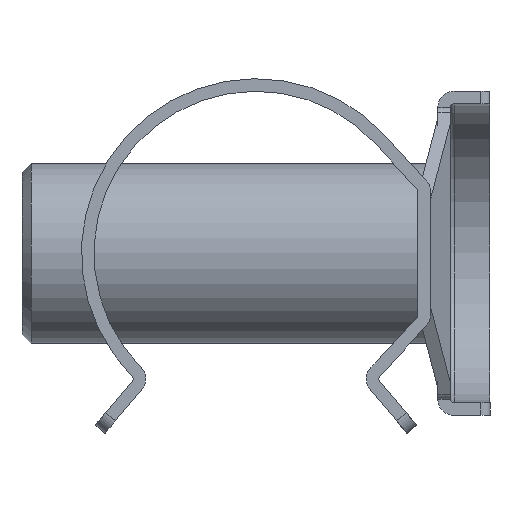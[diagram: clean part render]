
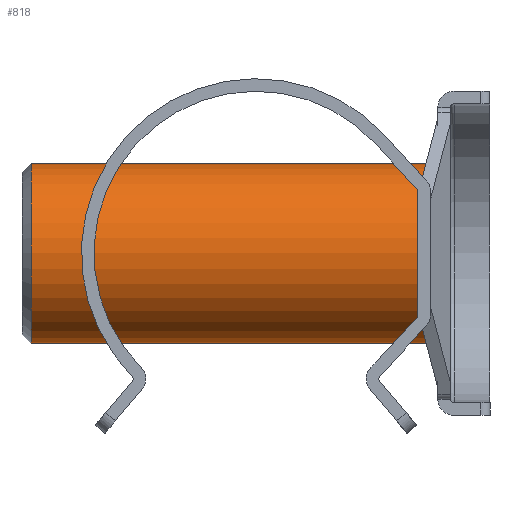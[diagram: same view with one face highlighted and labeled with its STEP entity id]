
A CAD part, front view. The second image highlights one B-rep face of the part: STEP entity #818.
In plain terms, the highlighted cylindrical face has radius 5 mm (diameter 10 mm), a full revolution.
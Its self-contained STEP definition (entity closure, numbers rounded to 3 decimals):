
#68 = CARTESIAN_POINT ( 'NONE',  ( 10.1, 0., 0. ) ) ;
#85 = AXIS2_PLACEMENT_3D ( 'NONE', #764, #1129, #1411 ) ;
#86 = DIRECTION ( 'NONE',  ( -1., 0., 0. ) ) ;
#100 = CARTESIAN_POINT ( 'NONE',  ( -12.5, 0., 5. ) ) ;
#146 = CYLINDRICAL_SURFACE ( 'NONE', #85, 5. ) ;
#159 = AXIS2_PLACEMENT_3D ( 'NONE', #925, #86, #1924 ) ;
#254 = VERTEX_POINT ( 'NONE', #2063 ) ;
#294 = CIRCLE ( 'NONE', #841, 5. ) ;
#457 = EDGE_LOOP ( 'NONE', ( #1712 ) ) ;
#581 = EDGE_LOOP ( 'NONE', ( #739 ) ) ;
#639 = CIRCLE ( 'NONE', #159, 5. ) ;
#739 = ORIENTED_EDGE ( 'NONE', *, *, #1550, .F. ) ;
#764 = CARTESIAN_POINT ( 'NONE',  ( -13., 0., 0. ) ) ;
#818 = ADVANCED_FACE ( 'NONE', ( #964, #1616 ), #146, .T. ) ;
#841 = AXIS2_PLACEMENT_3D ( 'NONE', #68, #1403, #1716 ) ;
#925 = CARTESIAN_POINT ( 'NONE',  ( -12.5, 0., 0. ) ) ;
#964 = FACE_OUTER_BOUND ( 'NONE', #457, .T. ) ;
#1129 = DIRECTION ( 'NONE',  ( -1., 0., 0. ) ) ;
#1403 = DIRECTION ( 'NONE',  ( 1., 0., 0. ) ) ;
#1411 = DIRECTION ( 'NONE',  ( 0., 0., 1. ) ) ;
#1428 = VERTEX_POINT ( 'NONE', #100 ) ;
#1550 = EDGE_CURVE ( 'NONE', #254, #254, #294, .T. ) ;
#1616 = FACE_OUTER_BOUND ( 'NONE', #581, .T. ) ;
#1712 = ORIENTED_EDGE ( 'NONE', *, *, #2094, .F. ) ;
#1716 = DIRECTION ( 'NONE',  ( 0., 1., 0. ) ) ;
#1924 = DIRECTION ( 'NONE',  ( 0., 0., 1. ) ) ;
#2063 = CARTESIAN_POINT ( 'NONE',  ( 10.1, 5., 0. ) ) ;
#2094 = EDGE_CURVE ( 'NONE', #1428, #1428, #639, .T. ) ;
